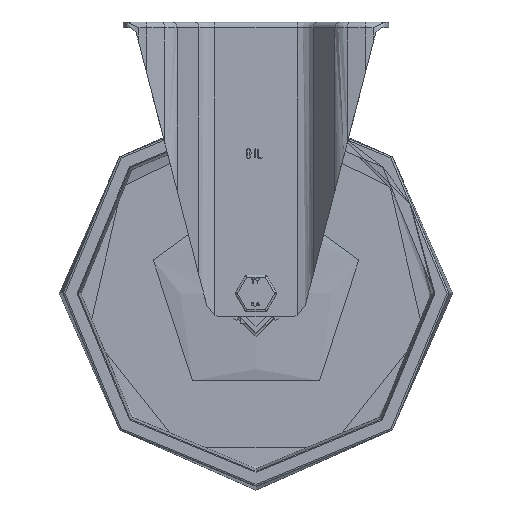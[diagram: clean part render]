
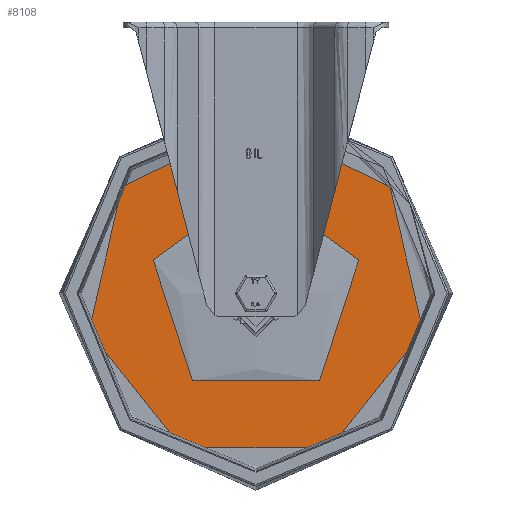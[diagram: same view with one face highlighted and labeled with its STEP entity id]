
A CAD part, front view. The second image highlights one B-rep face of the part: STEP entity #8108.
In plain terms, the highlighted planar face has unit normal (0, -1, 0).
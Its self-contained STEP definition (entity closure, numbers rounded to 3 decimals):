
#211=FACE_BOUND('',#1172,.T.);
#354=PLANE('',#8886);
#670=FACE_OUTER_BOUND('',#1171,.T.);
#1171=EDGE_LOOP('',(#6265));
#1172=EDGE_LOOP('',(#6266));
#1613=CIRCLE('',#8851,87.143);
#1614=CIRCLE('',#8852,55.);
#3618=VERTEX_POINT('',#13105);
#3619=VERTEX_POINT('',#13135);
#4552=EDGE_CURVE('',#3618,#3618,#1613,.T.);
#4553=EDGE_CURVE('',#3619,#3619,#1614,.T.);
#6265=ORIENTED_EDGE('',*,*,#4552,.F.);
#6266=ORIENTED_EDGE('',*,*,#4553,.T.);
#8108=ADVANCED_FACE('',(#670,#211),#354,.T.);
#8851=AXIS2_PLACEMENT_3D('',#13107,#10264,#10265);
#8852=AXIS2_PLACEMENT_3D('',#13136,#10266,#10267);
#8886=AXIS2_PLACEMENT_3D('',#13218,#10339,#10340);
#10264=DIRECTION('center_axis',(0.,1.,0.));
#10265=DIRECTION('ref_axis',(-1.,0.,0.));
#10266=DIRECTION('center_axis',(0.,1.,0.));
#10267=DIRECTION('ref_axis',(-1.,0.,0.));
#10339=DIRECTION('center_axis',(0.,-1.,0.));
#10340=DIRECTION('ref_axis',(1.,0.,0.));
#13105=CARTESIAN_POINT('',(0.,-4.75,87.143));
#13107=CARTESIAN_POINT('Origin',(0.,-4.75,
0.));
#13135=CARTESIAN_POINT('',(0.,-4.75,55.));
#13136=CARTESIAN_POINT('Origin',(0.,-4.75,
0.));
#13218=CARTESIAN_POINT('Origin',(-71.071,-4.75,0.));
